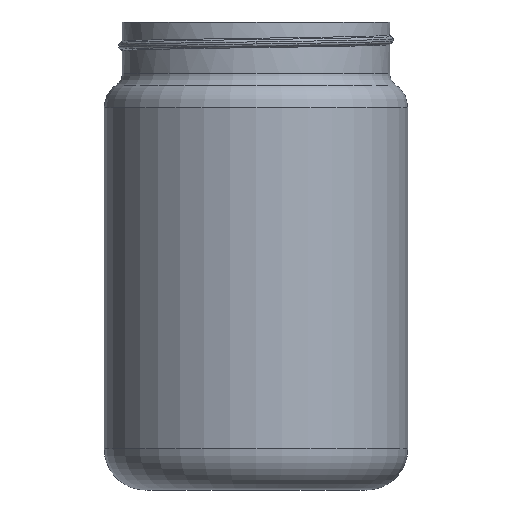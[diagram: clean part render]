
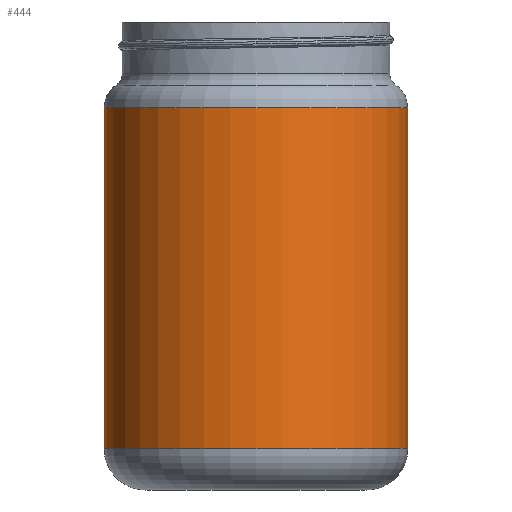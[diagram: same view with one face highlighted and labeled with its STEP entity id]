
A CAD part, front view. The second image highlights one B-rep face of the part: STEP entity #444.
In plain terms, the highlighted cylindrical face has radius 44.25 mm (diameter 88.5 mm), a full revolution.
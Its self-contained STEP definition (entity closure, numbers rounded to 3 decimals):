
#46=CIRCLE('',#490,44.25);
#60=CIRCLE('',#515,44.25);
#100=FACE_OUTER_BOUND('',#132,.T.);
#132=EDGE_LOOP('',(#403,#404,#405,#406));
#166=LINE('',#1359,#178);
#178=VECTOR('',#637,44.25);
#204=VERTEX_POINT('',#1315);
#214=VERTEX_POINT('',#1355);
#258=EDGE_CURVE('',#204,#204,#46,.T.);
#276=EDGE_CURVE('',#214,#214,#60,.T.);
#278=EDGE_CURVE('',#204,#214,#166,.T.);
#403=ORIENTED_EDGE('',*,*,#258,.F.);
#404=ORIENTED_EDGE('',*,*,#278,.T.);
#405=ORIENTED_EDGE('',*,*,#276,.T.);
#406=ORIENTED_EDGE('',*,*,#278,.F.);
#413=CYLINDRICAL_SURFACE('',#517,44.25);
#444=ADVANCED_FACE('',(#100),#413,.T.);
#490=AXIS2_PLACEMENT_3D('',#1317,#577,#578);
#515=AXIS2_PLACEMENT_3D('',#1356,#631,#632);
#517=AXIS2_PLACEMENT_3D('',#1358,#635,#636);
#577=DIRECTION('center_axis',(0.,0.,1.));
#578=DIRECTION('ref_axis',(1.,0.,0.));
#631=DIRECTION('center_axis',(0.,0.,1.));
#632=DIRECTION('ref_axis',(1.,0.,0.));
#635=DIRECTION('center_axis',(0.,0.,1.));
#636=DIRECTION('ref_axis',(1.,0.,0.));
#637=DIRECTION('',(0.,0.,-1.));
#1315=CARTESIAN_POINT('',(-44.25,0.,111.5));
#1317=CARTESIAN_POINT('Origin',(0.,0.,111.5));
#1355=CARTESIAN_POINT('',(-44.25,0.,12.));
#1356=CARTESIAN_POINT('Origin',(0.,0.,12.));
#1358=CARTESIAN_POINT('Origin',(0.,0.,61.75));
#1359=CARTESIAN_POINT('',(-44.25,0.,61.75));
